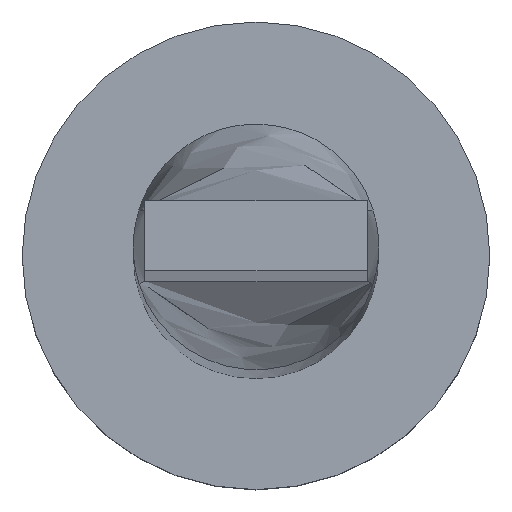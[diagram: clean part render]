
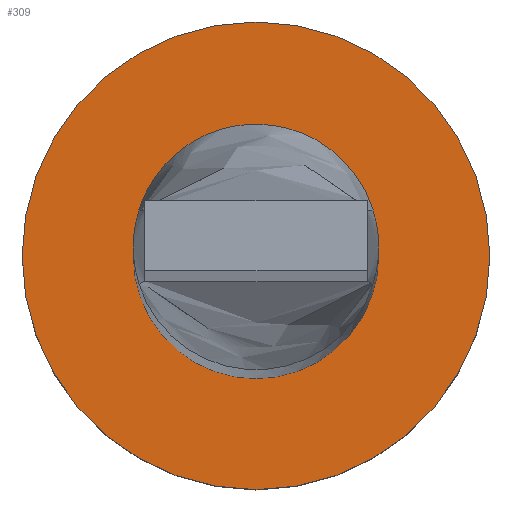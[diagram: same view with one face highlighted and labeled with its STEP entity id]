
A CAD part, top view. The second image highlights one B-rep face of the part: STEP entity #309.
In plain terms, the highlighted planar face has unit normal (0, 0, 1).
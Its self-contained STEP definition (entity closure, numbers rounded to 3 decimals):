
#2 = EDGE_CURVE ( 'NONE', #59, #512, #418, .T. ) ;
#4 = CARTESIAN_POINT ( 'NONE',  ( -2.1, 0., 3. ) ) ;
#35 = AXIS2_PLACEMENT_3D ( 'NONE', #511, #149, #514 ) ;
#59 = VERTEX_POINT ( 'NONE', #4 ) ;
#66 = DIRECTION ( 'NONE',  ( 0., 0., 1. ) ) ;
#81 = DIRECTION ( 'NONE',  ( 0., 0., 1. ) ) ;
#88 = CARTESIAN_POINT ( 'NONE',  ( 0., 0., 3. ) ) ;
#94 = DIRECTION ( 'NONE',  ( 1., 0., 0. ) ) ;
#106 = AXIS2_PLACEMENT_3D ( 'NONE', #487, #81, #290 ) ;
#110 = CARTESIAN_POINT ( 'NONE',  ( 0., 0., 3. ) ) ;
#112 = EDGE_CURVE ( 'NONE', #205, #199, #429, .T. ) ;
#146 = CARTESIAN_POINT ( 'NONE',  ( -4., 0., 3. ) ) ;
#149 = DIRECTION ( 'NONE',  ( 0., 0., 1. ) ) ;
#164 = EDGE_CURVE ( 'NONE', #512, #59, #554, .T. ) ;
#185 = DIRECTION ( 'NONE',  ( 1., 0., 0. ) ) ;
#191 = AXIS2_PLACEMENT_3D ( 'NONE', #472, #66, #552 ) ;
#195 = FACE_BOUND ( 'NONE', #434, .T. ) ;
#198 = PLANE ( 'NONE',  #203 ) ;
#199 = VERTEX_POINT ( 'NONE', #235 ) ;
#203 = AXIS2_PLACEMENT_3D ( 'NONE', #110, #292, #185 ) ;
#205 = VERTEX_POINT ( 'NONE', #146 ) ;
#226 = EDGE_CURVE ( 'NONE', #199, #205, #287, .T. ) ;
#235 = CARTESIAN_POINT ( 'NONE',  ( 4., 0., 3. ) ) ;
#249 = AXIS2_PLACEMENT_3D ( 'NONE', #88, #365, #94 ) ;
#286 = FACE_OUTER_BOUND ( 'NONE', #350, .T. ) ;
#287 = CIRCLE ( 'NONE', #35, 4. ) ;
#290 = DIRECTION ( 'NONE',  ( 1., 0., 0. ) ) ;
#292 = DIRECTION ( 'NONE',  ( 0., 0., 1. ) ) ;
#309 = ADVANCED_FACE ( 'NONE', ( #195, #286 ), #198, .T. ) ;
#337 = ORIENTED_EDGE ( 'NONE', *, *, #112, .T. ) ;
#350 = EDGE_LOOP ( 'NONE', ( #337, #568 ) ) ;
#365 = DIRECTION ( 'NONE',  ( 0., 0., 1. ) ) ;
#368 = ORIENTED_EDGE ( 'NONE', *, *, #164, .F. ) ;
#418 = CIRCLE ( 'NONE', #106, 2.1 ) ;
#429 = CIRCLE ( 'NONE', #249, 4. ) ;
#434 = EDGE_LOOP ( 'NONE', ( #442, #368 ) ) ;
#441 = CARTESIAN_POINT ( 'NONE',  ( 2.1, 0., 3. ) ) ;
#442 = ORIENTED_EDGE ( 'NONE', *, *, #2, .F. ) ;
#472 = CARTESIAN_POINT ( 'NONE',  ( 0., 0., 3. ) ) ;
#487 = CARTESIAN_POINT ( 'NONE',  ( 0., 0., 3. ) ) ;
#511 = CARTESIAN_POINT ( 'NONE',  ( 0., 0., 3. ) ) ;
#512 = VERTEX_POINT ( 'NONE', #441 ) ;
#514 = DIRECTION ( 'NONE',  ( 1., 0., 0. ) ) ;
#552 = DIRECTION ( 'NONE',  ( 1., 0., 0. ) ) ;
#554 = CIRCLE ( 'NONE', #191, 2.1 ) ;
#568 = ORIENTED_EDGE ( 'NONE', *, *, #226, .T. ) ;
